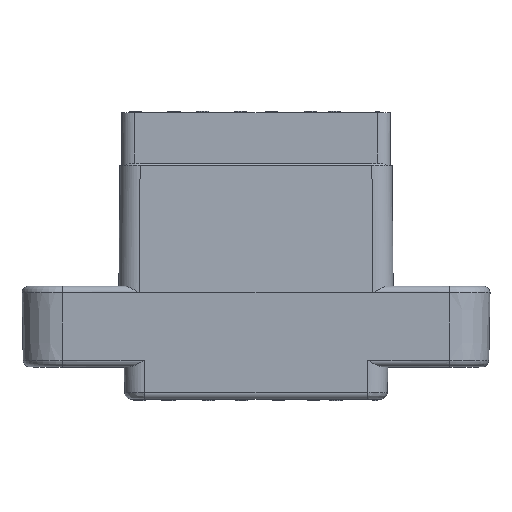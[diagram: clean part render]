
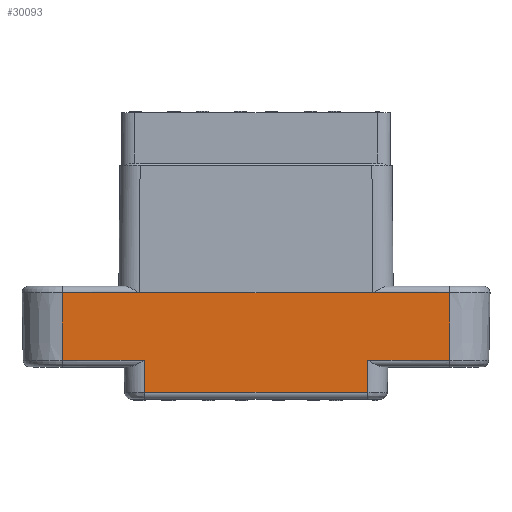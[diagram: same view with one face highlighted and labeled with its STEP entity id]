
A CAD part, top view. The second image highlights one B-rep face of the part: STEP entity #30093.
In plain terms, the highlighted planar face has unit normal (0, -0.018, 1).
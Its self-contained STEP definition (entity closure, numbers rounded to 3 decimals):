
#1329=DIRECTION('',(0.017,-1.,-0.017));
#1330=VECTOR('',#1329,2.401);
#1331=CARTESIAN_POINT('',(-8.309,0.491,
5.063));
#1332=LINE('',#1331,#1330);
#1337=CARTESIAN_POINT('',(-8.309,0.491,
5.063));
#1370=DIRECTION('',(-1.,0.,0.));
#1371=VECTOR('',#1370,6.091);
#1372=CARTESIAN_POINT('',(-8.309,0.491,
5.063));
#1373=LINE('',#1372,#1371);
#1559=CARTESIAN_POINT('',(-8.7,5.502,5.15));
#1560=CARTESIAN_POINT('',(-6.767,5.502,5.15));
#1561=CARTESIAN_POINT('',(-2.9,5.499,5.15));
#1562=CARTESIAN_POINT('',(2.9,5.499,5.15));
#1563=CARTESIAN_POINT('',(6.767,5.502,5.15));
#1564=CARTESIAN_POINT('',(8.7,5.502,5.15));
#1593=CARTESIAN_POINT('',(8.309,0.491,5.063));
#1595=DIRECTION('',(-1.,0.,0.));
#1596=VECTOR('',#1595,6.091);
#1597=CARTESIAN_POINT('',(14.4,0.491,5.063));
#1598=LINE('',#1597,#1596);
#1608=DIRECTION('',(0.017,1.,0.017));
#1609=VECTOR('',#1608,2.401);
#1610=CARTESIAN_POINT('',(8.267,-1.909,5.021));
#1611=LINE('',#1610,#1609);
#1714=CARTESIAN_POINT('',(8.267,-1.909,5.021));
#1725=DIRECTION('',(-1.,0.,0.));
#1726=VECTOR('',#1725,16.534);
#1727=CARTESIAN_POINT('',(8.267,-1.909,5.021));
#1728=LINE('',#1727,#1726);
#1842=DIRECTION('',(0.,-1.,-0.017));
#1843=VECTOR('',#1842,5.009);
#1844=CARTESIAN_POINT('',(14.4,5.5,5.15));
#1845=LINE('',#1844,#1843);
#1952=CARTESIAN_POINT('',(8.7,5.504,5.15));
#1989=CARTESIAN_POINT('',(8.7,5.503,5.15));
#1990=CARTESIAN_POINT('',(8.969,5.503,5.15));
#1991=CARTESIAN_POINT('',(9.494,5.498,5.15));
#1992=CARTESIAN_POINT('',(10.244,5.5,5.15));
#1993=CARTESIAN_POINT('',(10.966,5.5,5.15));
#1994=CARTESIAN_POINT('',(11.666,5.5,5.15));
#1995=CARTESIAN_POINT('',(12.351,5.5,5.15));
#1996=CARTESIAN_POINT('',(13.03,5.5,5.15));
#1997=CARTESIAN_POINT('',(13.71,5.5,5.15));
#1998=CARTESIAN_POINT('',(14.169,5.5,5.15));
#1999=CARTESIAN_POINT('',(14.4,5.5,5.15));
#14714=DIRECTION('',(0.,-1.,-0.017));
#14715=VECTOR('',#14714,5.009);
#14716=CARTESIAN_POINT('',(-14.4,5.5,5.15));
#14717=LINE('',#14716,#14715);
#14777=CARTESIAN_POINT('',(-8.7,5.504,
5.15));
#14792=CARTESIAN_POINT('',(-14.4,5.5,5.15));
#14793=CARTESIAN_POINT('',(-14.169,5.5,5.15));
#14794=CARTESIAN_POINT('',(-13.71,5.5,
5.15));
#14795=CARTESIAN_POINT('',(-13.031,5.5,
5.15));
#14796=CARTESIAN_POINT('',(-12.352,5.5,
5.15));
#14797=CARTESIAN_POINT('',(-11.666,5.5,
5.15));
#14798=CARTESIAN_POINT('',(-10.967,5.5,
5.15));
#14799=CARTESIAN_POINT('',(-10.245,5.5,
5.15));
#14800=CARTESIAN_POINT('',(-9.495,5.498,
5.15));
#14801=CARTESIAN_POINT('',(-8.969,5.503,
5.15));
#14802=CARTESIAN_POINT('',(-8.7,5.503,
5.15));
#23496=VERTEX_POINT('',#14777);
#23497=VERTEX_POINT('',#1952);
#23500=VERTEX_POINT('',#1593);
#23501=VERTEX_POINT('',#1337);
#23553=CARTESIAN_POINT('',(14.4,5.5,5.15));
#23554=VERTEX_POINT('',#23553);
#23555=CARTESIAN_POINT('',(-14.4,5.5,5.15));
#23557=VERTEX_POINT('',#23555);
#23605=CARTESIAN_POINT('',(14.4,0.491,
5.063));
#23606=VERTEX_POINT('',#23605);
#23635=CARTESIAN_POINT('',(-14.4,0.491,5.063));
#23636=VERTEX_POINT('',#23635);
#23646=VERTEX_POINT('',#1714);
#23649=CARTESIAN_POINT('',(-8.267,-1.909,
5.021));
#23650=VERTEX_POINT('',#23649);
#30069=CARTESIAN_POINT('',(-14.4,5.5,5.15));
#30070=DIRECTION('',(0.,-0.017,1.));
#30071=DIRECTION('',(1.,0.,0.));
#30072=AXIS2_PLACEMENT_3D('',#30069,#30070,#30071);
#30073=PLANE('',#30072);
#30075=ORIENTED_EDGE('',*,*,#30074,.T.);
#30077=ORIENTED_EDGE('',*,*,#30076,.F.);
#30079=ORIENTED_EDGE('',*,*,#30078,.T.);
#30080=ORIENTED_EDGE('',*,*,#29888,.F.);
#30081=ORIENTED_EDGE('',*,*,#29905,.T.);
#30083=ORIENTED_EDGE('',*,*,#30082,.F.);
#30085=ORIENTED_EDGE('',*,*,#30084,.T.);
#30086=ORIENTED_EDGE('',*,*,#30059,.T.);
#30088=ORIENTED_EDGE('',*,*,#30087,.T.);
#30090=ORIENTED_EDGE('',*,*,#30089,.T.);
#30091=EDGE_LOOP('',(#30075,#30077,#30079,#30080,#30081,#30083,#30085,#30086,
#30088,#30090));
#30092=FACE_OUTER_BOUND('',#30091,.F.);
#30093=ADVANCED_FACE('',(#30092),#30073,.T.);
#1565=B_SPLINE_CURVE_WITH_KNOTS('',3,(#1559,#1560,#1561,#1562,#1563,#1564),
.UNSPECIFIED.,.F.,.F.,(4,1,1,4),(0.,0.333,0.667,1.),
.UNSPECIFIED.);
#2000=B_SPLINE_CURVE_WITH_KNOTS('',3,(#1989,#1990,#1991,#1992,#1993,#1994,#1995,
#1996,#1997,#1998,#1999),.UNSPECIFIED.,.F.,.F.,(4,1,1,1,1,1,1,1,4),(0.,
0.125,0.25,0.375,0.5,0.625,0.75,0.875,1.),.UNSPECIFIED.);
#14803=B_SPLINE_CURVE_WITH_KNOTS('',3,(#14792,#14793,#14794,#14795,#14796,
#14797,#14798,#14799,#14800,#14801,#14802),.UNSPECIFIED.,.F.,.F.,(4,1,1,1,1,1,1,
1,4),(0.,0.125,0.25,0.375,0.5,0.625,0.75,0.875,1.),
.UNSPECIFIED.);
#29888=EDGE_CURVE('',#23501,#23650,#1332,.T.);
#29905=EDGE_CURVE('',#23501,#23636,#1373,.T.);
#30059=EDGE_CURVE('',#23496,#23497,#1565,.T.);
#30074=EDGE_CURVE('',#23606,#23500,#1598,.T.);
#30076=EDGE_CURVE('',#23646,#23500,#1611,.T.);
#30078=EDGE_CURVE('',#23646,#23650,#1728,.T.);
#30082=EDGE_CURVE('',#23557,#23636,#14717,.T.);
#30084=EDGE_CURVE('',#23557,#23496,#14803,.T.);
#30087=EDGE_CURVE('',#23497,#23554,#2000,.T.);
#30089=EDGE_CURVE('',#23554,#23606,#1845,.T.);
